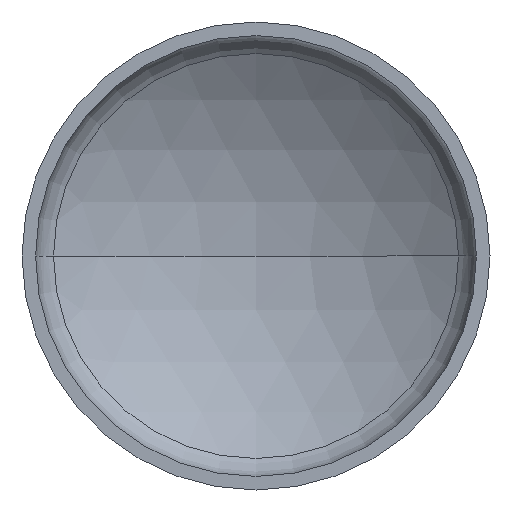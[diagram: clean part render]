
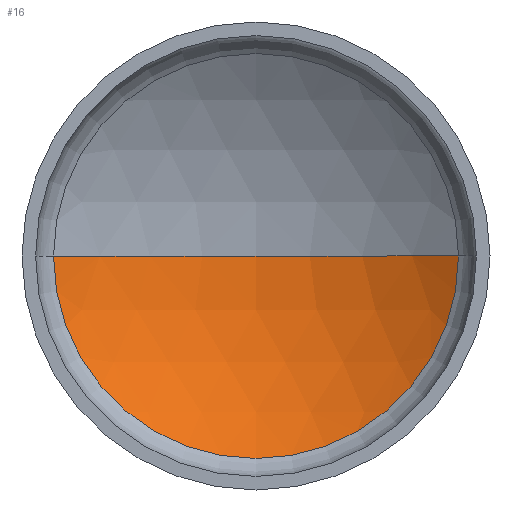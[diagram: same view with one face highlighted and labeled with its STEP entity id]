
A CAD part, front view. The second image highlights one B-rep face of the part: STEP entity #16.
In plain terms, the highlighted spherical face has radius 51.2 mm.
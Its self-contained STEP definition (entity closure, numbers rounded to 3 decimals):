
#1 = DIRECTION ( 'NONE',  ( 0., 1., 0. ) ) ;
#16 = ADVANCED_FACE ( 'NONE', ( #149 ), #186, .F. ) ;
#19 = VERTEX_POINT ( 'NONE', #58 ) ;
#23 = VERTEX_POINT ( 'NONE', #257 ) ;
#48 = CARTESIAN_POINT ( 'NONE',  ( 0., -35.7, 0. ) ) ;
#54 = DIRECTION ( 'NONE',  ( -1., 0., 0. ) ) ;
#58 = CARTESIAN_POINT ( 'NONE',  ( -29.852, 5.897, 0. ) ) ;
#60 = DIRECTION ( 'NONE',  ( -1., 0., 0. ) ) ;
#63 = EDGE_CURVE ( 'NONE', #23, #19, #377, .T. ) ;
#83 = DIRECTION ( 'NONE',  ( 0., 0., 1. ) ) ;
#111 = VERTEX_POINT ( 'NONE', #253 ) ;
#115 = CIRCLE ( 'NONE', #254, 51.2 ) ;
#132 = EDGE_CURVE ( 'NONE', #19, #111, #115, .T. ) ;
#148 = AXIS2_PLACEMENT_3D ( 'NONE', #183, #83, #60 ) ;
#149 = FACE_OUTER_BOUND ( 'NONE', #334, .T. ) ;
#183 = CARTESIAN_POINT ( 'NONE',  ( 0., -35.7, 0. ) ) ;
#186 = SPHERICAL_SURFACE ( 'NONE', #148, 51.2 ) ;
#198 = DIRECTION ( 'NONE',  ( 1., 0., 0. ) ) ;
#209 = AXIS2_PLACEMENT_3D ( 'NONE', #48, #365, #198 ) ;
#210 = ORIENTED_EDGE ( 'NONE', *, *, #132, .F. ) ;
#222 = CIRCLE ( 'NONE', #209, 51.2 ) ;
#229 = DIRECTION ( 'NONE',  ( -1., 0., 0. ) ) ;
#234 = AXIS2_PLACEMENT_3D ( 'NONE', #280, #1, #54 ) ;
#253 = CARTESIAN_POINT ( 'NONE',  ( 0., 15.5, 0. ) ) ;
#254 = AXIS2_PLACEMENT_3D ( 'NONE', #353, #351, #229 ) ;
#257 = CARTESIAN_POINT ( 'NONE',  ( 29.852, 5.897, 0. ) ) ;
#270 = ORIENTED_EDGE ( 'NONE', *, *, #63, .F. ) ;
#280 = CARTESIAN_POINT ( 'NONE',  ( 0., 5.897, 0. ) ) ;
#334 = EDGE_LOOP ( 'NONE', ( #270, #368, #210 ) ) ;
#351 = DIRECTION ( 'NONE',  ( 0., 0., -1. ) ) ;
#353 = CARTESIAN_POINT ( 'NONE',  ( 0., -35.7, 0. ) ) ;
#365 = DIRECTION ( 'NONE',  ( 0., 0., 1. ) ) ;
#368 = ORIENTED_EDGE ( 'NONE', *, *, #384, .T. ) ;
#377 = CIRCLE ( 'NONE', #234, 29.852 ) ;
#384 = EDGE_CURVE ( 'NONE', #23, #111, #222, .T. ) ;
